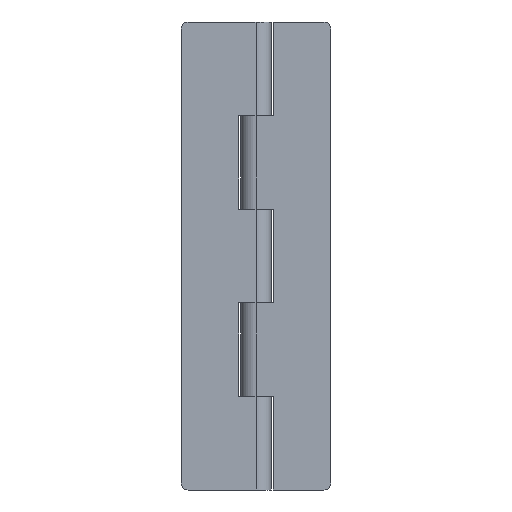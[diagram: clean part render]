
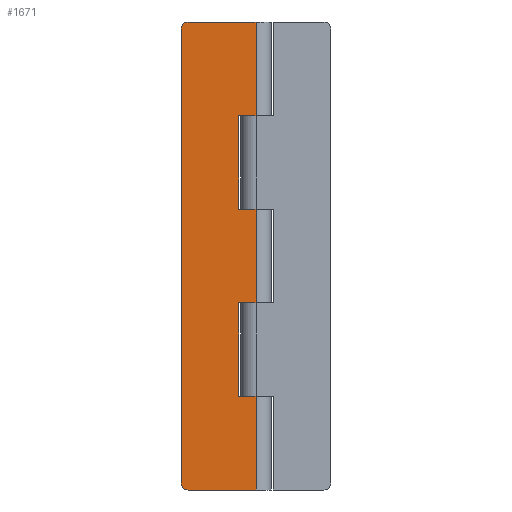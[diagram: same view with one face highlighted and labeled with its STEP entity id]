
A CAD part, front view. The second image highlights one B-rep face of the part: STEP entity #1671.
In plain terms, the highlighted planar face has unit normal (0, -1, 0).
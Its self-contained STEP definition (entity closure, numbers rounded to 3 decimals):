
#180 = CARTESIAN_POINT ( 'NONE',  ( -14.5, -3.25, -48.5 ) ) ;
#181 = DIRECTION ( 'NONE',  ( 0., -1., 0. ) ) ;
#182 = AXIS2_PLACEMENT_3D ( 'NONE', #180, #181, #184 ) ;
#183 = CIRCLE ( 'NONE', #182, 1.5 ) ;
#184 = DIRECTION ( 'NONE',  ( -1., 0., 0. ) ) ;
#196 = VERTEX_POINT ( 'NONE', #224 ) ;
#202 = VERTEX_POINT ( 'NONE', #222 ) ;
#205 = EDGE_CURVE ( 'NONE', #218, #219, #286, .T. ) ;
#215 = VERTEX_POINT ( 'NONE', #262 ) ;
#218 = VERTEX_POINT ( 'NONE', #261 ) ;
#219 = VERTEX_POINT ( 'NONE', #260 ) ;
#220 = VERTEX_POINT ( 'NONE', #259 ) ;
#222 = CARTESIAN_POINT ( 'NONE',  ( 0., -3.25, -10. ) ) ;
#224 = CARTESIAN_POINT ( 'NONE',  ( 0., -3.25, 10. ) ) ;
#259 = CARTESIAN_POINT ( 'NONE',  ( 0., -3.25, -30. ) ) ;
#260 = CARTESIAN_POINT ( 'NONE',  ( 0., -3.25, 30. ) ) ;
#261 = CARTESIAN_POINT ( 'NONE',  ( 0., -3.25, 50. ) ) ;
#262 = CARTESIAN_POINT ( 'NONE',  ( -14.5, -3.25, 50. ) ) ;
#278 = DIRECTION ( 'NONE',  ( 0., 0., -1. ) ) ;
#279 = VECTOR ( 'NONE', #278, 1000. ) ;
#280 = CARTESIAN_POINT ( 'NONE',  ( 0., -3.25, 50. ) ) ;
#286 = LINE ( 'NONE', #280, #279 ) ;
#308 = DIRECTION ( 'NONE',  ( 0., 0., -1. ) ) ;
#309 = VECTOR ( 'NONE', #308, 1000. ) ;
#310 = CARTESIAN_POINT ( 'NONE',  ( 0., -3.25, 50. ) ) ;
#311 = LINE ( 'NONE', #310, #309 ) ;
#319 = CARTESIAN_POINT ( 'NONE',  ( -16., -3.25, 48.5 ) ) ;
#351 = DIRECTION ( 'NONE',  ( -1., 0., 0. ) ) ;
#352 = DIRECTION ( 'NONE',  ( 0., 1., 0. ) ) ;
#353 = CARTESIAN_POINT ( 'NONE',  ( 0., -3.25, 50. ) ) ;
#354 = AXIS2_PLACEMENT_3D ( 'NONE', #353, #352, #351 ) ;
#355 = PLANE ( 'NONE',  #354 ) ;
#356 = FACE_OUTER_BOUND ( 'NONE', #1675, .T. ) ;
#357 = CARTESIAN_POINT ( 'NONE',  ( -14.5, -3.25, -50. ) ) ;
#385 = DIRECTION ( 'NONE',  ( 1., 0., 0. ) ) ;
#386 = VECTOR ( 'NONE', #385, 1000. ) ;
#387 = CARTESIAN_POINT ( 'NONE',  ( 0., -3.25, 50. ) ) ;
#388 = LINE ( 'NONE', #387, #386 ) ;
#396 = DIRECTION ( 'NONE',  ( 1., 0., 0. ) ) ;
#397 = VECTOR ( 'NONE', #396, 1000. ) ;
#398 = CARTESIAN_POINT ( 'NONE',  ( 0., -3.25, -50. ) ) ;
#399 = LINE ( 'NONE', #398, #397 ) ;
#410 = DIRECTION ( 'NONE',  ( 0., 0., -1. ) ) ;
#411 = VECTOR ( 'NONE', #410, 1000. ) ;
#412 = CARTESIAN_POINT ( 'NONE',  ( 0., -3.25, 50. ) ) ;
#413 = LINE ( 'NONE', #412, #411 ) ;
#423 = CARTESIAN_POINT ( 'NONE',  ( -3.7, -3.25, -10. ) ) ;
#424 = DIRECTION ( 'NONE',  ( 0., 0., 1. ) ) ;
#425 = VECTOR ( 'NONE', #424, 1000. ) ;
#426 = CARTESIAN_POINT ( 'NONE',  ( -3.7, -3.25, 50. ) ) ;
#427 = LINE ( 'NONE', #426, #425 ) ;
#433 = CARTESIAN_POINT ( 'NONE',  ( 0., -3.25, -50. ) ) ;
#434 = CARTESIAN_POINT ( 'NONE',  ( -16., -3.25, -48.5 ) ) ;
#439 = DIRECTION ( 'NONE',  ( -1., 0., 0. ) ) ;
#440 = DIRECTION ( 'NONE',  ( 0., -1., 0. ) ) ;
#441 = CARTESIAN_POINT ( 'NONE',  ( -14.5, -3.25, 48.5 ) ) ;
#442 = AXIS2_PLACEMENT_3D ( 'NONE', #441, #440, #439 ) ;
#443 = CIRCLE ( 'NONE', #442, 1.5 ) ;
#450 = CARTESIAN_POINT ( 'NONE',  ( -3.7, -3.25, 10. ) ) ;
#451 = DIRECTION ( 'NONE',  ( -1., 0., 0. ) ) ;
#452 = VECTOR ( 'NONE', #451, 1000. ) ;
#453 = CARTESIAN_POINT ( 'NONE',  ( 0., -3.25, 10. ) ) ;
#454 = LINE ( 'NONE', #453, #452 ) ;
#455 = DIRECTION ( 'NONE',  ( 0., 0., -1. ) ) ;
#456 = VECTOR ( 'NONE', #455, 1000. ) ;
#457 = CARTESIAN_POINT ( 'NONE',  ( -16., -3.25, 50. ) ) ;
#458 = LINE ( 'NONE', #457, #456 ) ;
#470 = DIRECTION ( 'NONE',  ( 1., 0., 0. ) ) ;
#471 = VECTOR ( 'NONE', #470, 1000. ) ;
#472 = CARTESIAN_POINT ( 'NONE',  ( 0., -3.25, -10. ) ) ;
#473 = LINE ( 'NONE', #472, #471 ) ;
#474 = DIRECTION ( 'NONE',  ( -1., 0., 0. ) ) ;
#475 = VECTOR ( 'NONE', #474, 1000. ) ;
#476 = CARTESIAN_POINT ( 'NONE',  ( 0., -3.25, -30. ) ) ;
#477 = LINE ( 'NONE', #476, #475 ) ;
#478 = CARTESIAN_POINT ( 'NONE',  ( -3.7, -3.25, -30. ) ) ;
#491 = DIRECTION ( 'NONE',  ( 0., 0., 1. ) ) ;
#492 = VECTOR ( 'NONE', #491, 1000. ) ;
#493 = CARTESIAN_POINT ( 'NONE',  ( -3.7, -3.25, 50. ) ) ;
#494 = LINE ( 'NONE', #493, #492 ) ;
#495 = CARTESIAN_POINT ( 'NONE',  ( -3.7, -3.25, 30. ) ) ;
#496 = DIRECTION ( 'NONE',  ( 1., 0., 0. ) ) ;
#497 = VECTOR ( 'NONE', #496, 1000. ) ;
#498 = CARTESIAN_POINT ( 'NONE',  ( 0., -3.25, 30. ) ) ;
#499 = LINE ( 'NONE', #498, #497 ) ;
#1624 = EDGE_CURVE ( 'NONE', #196, #202, #311, .T. ) ;
#1649 = VERTEX_POINT ( 'NONE', #319 ) ;
#1665 = VERTEX_POINT ( 'NONE', #357 ) ;
#1671 = ADVANCED_FACE ( 'NONE', ( #356 ), #355, .F. ) ;
#1673 = EDGE_CURVE ( 'NONE', #220, #1699, #413, .T. ) ;
#1675 = EDGE_LOOP ( 'NONE', ( #1677, #1694, #1696, #1728, #1758, #1741, #1760, #1757, #1716, #1733, #1734, #1737, #1726, #1730 ) ) ;
#1677 = ORIENTED_EDGE ( 'NONE', *, *, #1691, .F. ) ;
#1685 = EDGE_CURVE ( 'NONE', #1665, #1699, #399, .T. ) ;
#1691 = EDGE_CURVE ( 'NONE', #215, #218, #388, .T. ) ;
#1694 = ORIENTED_EDGE ( 'NONE', *, *, #1695, .T. ) ;
#1695 = EDGE_CURVE ( 'NONE', #215, #1649, #443, .T. ) ;
#1696 = ORIENTED_EDGE ( 'NONE', *, *, #1723, .T. ) ;
#1698 = VERTEX_POINT ( 'NONE', #434 ) ;
#1699 = VERTEX_POINT ( 'NONE', #433 ) ;
#1709 = EDGE_CURVE ( 'NONE', #1750, #1710, #427, .T. ) ;
#1710 = VERTEX_POINT ( 'NONE', #423 ) ;
#1716 = ORIENTED_EDGE ( 'NONE', *, *, #1717, .T. ) ;
#1717 = EDGE_CURVE ( 'NONE', #1710, #202, #473, .T. ) ;
#1723 = EDGE_CURVE ( 'NONE', #1649, #1698, #458, .T. ) ;
#1724 = EDGE_CURVE ( 'NONE', #196, #1725, #454, .T. ) ;
#1725 = VERTEX_POINT ( 'NONE', #450 ) ;
#1726 = ORIENTED_EDGE ( 'NONE', *, *, #1735, .T. ) ;
#1728 = ORIENTED_EDGE ( 'NONE', *, *, #1729, .T. ) ;
#1729 = EDGE_CURVE ( 'NONE', #1698, #1665, #183, .T. ) ;
#1730 = ORIENTED_EDGE ( 'NONE', *, *, #205, .F. ) ;
#1733 = ORIENTED_EDGE ( 'NONE', *, *, #1624, .F. ) ;
#1734 = ORIENTED_EDGE ( 'NONE', *, *, #1724, .T. ) ;
#1735 = EDGE_CURVE ( 'NONE', #1736, #219, #499, .T. ) ;
#1736 = VERTEX_POINT ( 'NONE', #495 ) ;
#1737 = ORIENTED_EDGE ( 'NONE', *, *, #1738, .T. ) ;
#1738 = EDGE_CURVE ( 'NONE', #1725, #1736, #494, .T. ) ;
#1741 = ORIENTED_EDGE ( 'NONE', *, *, #1673, .F. ) ;
#1750 = VERTEX_POINT ( 'NONE', #478 ) ;
#1757 = ORIENTED_EDGE ( 'NONE', *, *, #1709, .T. ) ;
#1758 = ORIENTED_EDGE ( 'NONE', *, *, #1685, .T. ) ;
#1760 = ORIENTED_EDGE ( 'NONE', *, *, #1761, .T. ) ;
#1761 = EDGE_CURVE ( 'NONE', #220, #1750, #477, .T. ) ;
